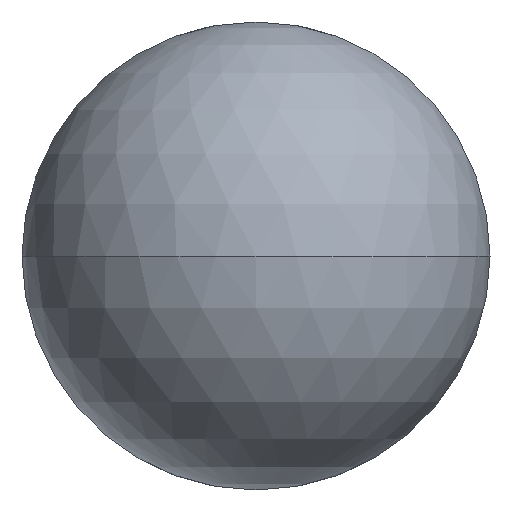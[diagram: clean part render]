
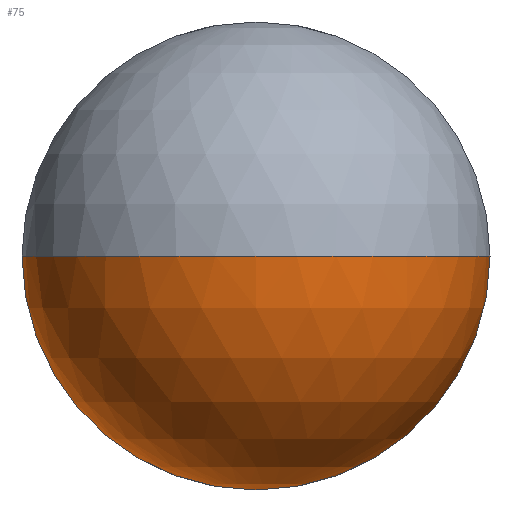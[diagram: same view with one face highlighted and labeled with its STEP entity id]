
A CAD part, front view. The second image highlights one B-rep face of the part: STEP entity #75.
In plain terms, the highlighted spherical face has radius 3.175 mm.
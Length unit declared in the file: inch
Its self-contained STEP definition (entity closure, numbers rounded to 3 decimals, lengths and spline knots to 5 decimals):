
#23 = DIRECTION ( 'NONE',  ( 0., 0., -1. ) ) ;
#27 = DIRECTION ( 'NONE',  ( 1., 0., 0. ) ) ;
#63 = AXIS2_PLACEMENT_3D ( 'NONE', #475, #403, #443 ) ;
#75 = ADVANCED_FACE ( 'NONE', ( #392 ), #438, .T. ) ;
#88 = VERTEX_POINT ( 'NONE', #327 ) ;
#129 = ORIENTED_EDGE ( 'NONE', *, *, #161, .T. ) ;
#145 = CARTESIAN_POINT ( 'NONE',  ( 0., 0.125, -0.125 ) ) ;
#161 = EDGE_CURVE ( 'NONE', #88, #248, #240, .T. ) ;
#166 = ORIENTED_EDGE ( 'NONE', *, *, #416, .T. ) ;
#174 = EDGE_CURVE ( 'NONE', #422, #241, #205, .T. ) ;
#177 = CARTESIAN_POINT ( 'NONE',  ( 0., 0., 0. ) ) ;
#198 = AXIS2_PLACEMENT_3D ( 'NONE', #271, #310, #434 ) ;
#205 = CIRCLE ( 'NONE', #439, 0.125 ) ;
#208 = EDGE_CURVE ( 'NONE', #422, #248, #372, .T. ) ;
#231 = CARTESIAN_POINT ( 'NONE',  ( 0., 0.125, 0. ) ) ;
#240 = CIRCLE ( 'NONE', #388, 0.125 ) ;
#241 = VERTEX_POINT ( 'NONE', #145 ) ;
#248 = VERTEX_POINT ( 'NONE', #177 ) ;
#271 = CARTESIAN_POINT ( 'NONE',  ( 0., 0.125, 0. ) ) ;
#273 = CARTESIAN_POINT ( 'NONE',  ( 0., 0.125, 0. ) ) ;
#274 = CARTESIAN_POINT ( 'NONE',  ( -0.125, 0.125, 0. ) ) ;
#310 = DIRECTION ( 'NONE',  ( 0., -1., 0. ) ) ;
#319 = DIRECTION ( 'NONE',  ( 0., 0., 1. ) ) ;
#327 = CARTESIAN_POINT ( 'NONE',  ( 0.125, 0.125, 0. ) ) ;
#340 = EDGE_LOOP ( 'NONE', ( #421, #166, #129, #396 ) ) ;
#372 = CIRCLE ( 'NONE', #507, 0.125 ) ;
#388 = AXIS2_PLACEMENT_3D ( 'NONE', #231, #23, #476 ) ;
#392 = FACE_OUTER_BOUND ( 'NONE', #340, .T. ) ;
#396 = ORIENTED_EDGE ( 'NONE', *, *, #208, .F. ) ;
#403 = DIRECTION ( 'NONE',  ( 0., 0., -1. ) ) ;
#405 = DIRECTION ( 'NONE',  ( 0., 0., -1. ) ) ;
#416 = EDGE_CURVE ( 'NONE', #241, #88, #471, .T. ) ;
#421 = ORIENTED_EDGE ( 'NONE', *, *, #174, .T. ) ;
#422 = VERTEX_POINT ( 'NONE', #274 ) ;
#434 = DIRECTION ( 'NONE',  ( 0., 0., -1. ) ) ;
#438 = SPHERICAL_SURFACE ( 'NONE', #63, 0.125 ) ;
#439 = AXIS2_PLACEMENT_3D ( 'NONE', #273, #485, #405 ) ;
#443 = DIRECTION ( 'NONE',  ( -1., 0., 0. ) ) ;
#444 = CARTESIAN_POINT ( 'NONE',  ( 0., 0.125, 0. ) ) ;
#471 = CIRCLE ( 'NONE', #198, 0.125 ) ;
#475 = CARTESIAN_POINT ( 'NONE',  ( 0., 0.125, 0. ) ) ;
#476 = DIRECTION ( 'NONE',  ( -1., 0., 0. ) ) ;
#485 = DIRECTION ( 'NONE',  ( 0., -1., 0. ) ) ;
#507 = AXIS2_PLACEMENT_3D ( 'NONE', #444, #319, #27 ) ;
